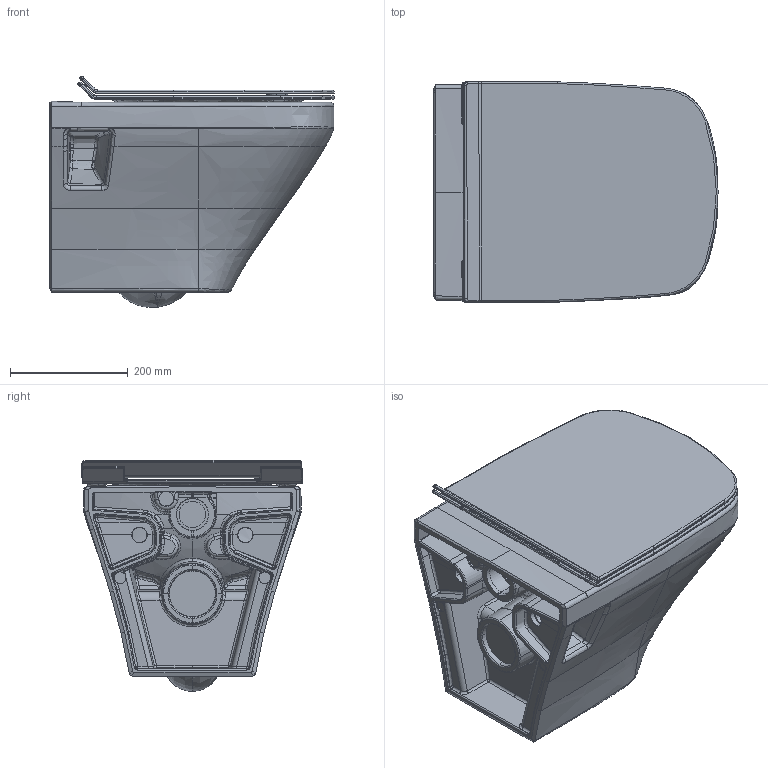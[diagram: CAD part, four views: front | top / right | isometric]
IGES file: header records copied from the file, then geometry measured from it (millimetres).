
Global section: file name: No Iges File Name specified; native system: Autodesk Inventor 2011; preprocessor: AutoDesk Inventor Iges Exporter R2011; author: Administrator; date: 20131010.105623; units: millimetre
Bounding box: 483.42 x 374.56 x 392.87 mm (x, y, z)
Volume: 18489414.7 mm3; surface area: 1733157.7 mm2
Topology: 9 solids, 9 shells, 1114 faces, 2643 edges, 1540 vertices
Faces by surface type: bspline 806, plane 101, cylinder 77, revolution 73, torus 50, cone 7
